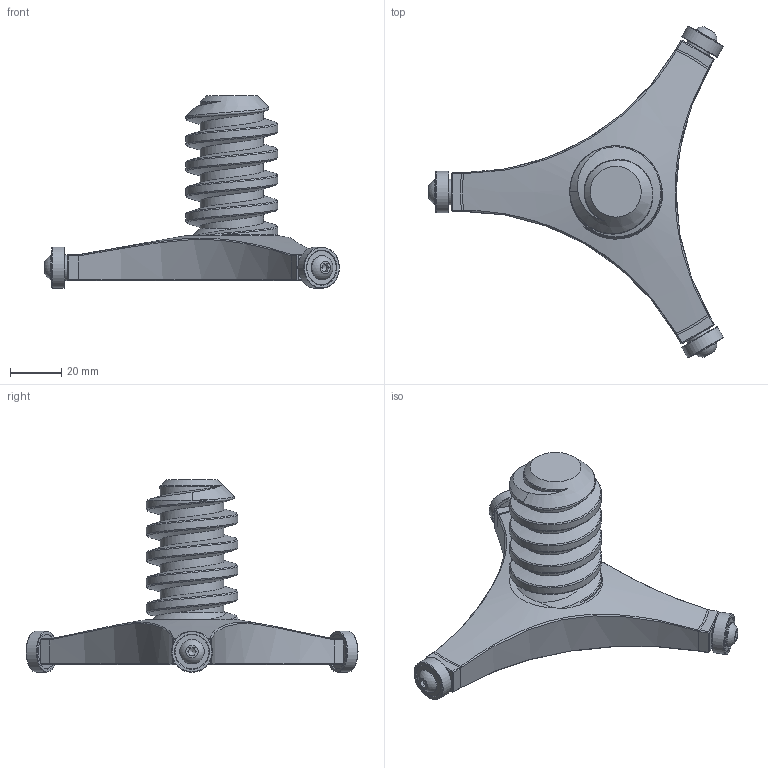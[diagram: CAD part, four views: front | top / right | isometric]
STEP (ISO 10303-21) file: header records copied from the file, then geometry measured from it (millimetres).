
FILE_DESCRIPTION(/* description */ (''),/* implementation_level */ '2;1');
FILE_NAME(/* name */ 'Spinner_Core.step',/* time_stamp */ '2022-01-07T16:31:49-05:00',/* author */ (''),/* organization */ (''),/* preprocessor_version */ 'ST-DEVELOPER v18.1',/* originating_system */ 'Autodesk Translation Framework v10.10.0.1391',/* authorisation */ '');
FILE_SCHEMA (('AUTOMOTIVE_DESIGN { 1 0 10303 214 3 1 1 }'));
Length unit declared in the file: millimetre
Products named in the file (7): Spinner_Core_Expo; Spinner_Core; Spinner_Core_Hardware; M5_HSI; 625-2RS; M5x12_BHCS; M5x1_Washer
Assembly tree (14 placements, depth 3):
  Spinner_Core_Expo
    Spinner_Core
    Spinner_Core_Hardware
      M5_HSI  x3
      M5x12_BHCS  x3
      625-2RS  x3
      M5x1_Washer  x3
Bounding box: 114.58 x 129.04 x 74.85 mm (x, y, z)
Volume: 105630.4 mm3; surface area: 27394.5 mm2
Topology: 13 solids, 13 shells, 958 faces, 2332 edges, 1439 vertices
Faces by surface type: plane 411, bspline 298, cylinder 195, cone 47, torus 4, sphere 3
Full cylindrical faces by diameter (mm): 4.234 x3, 5 x6, 5.3 x3, 7.32 x3, 7.72 x6, 7.8 x3, 8.32 x3, 8.5 x6, 9.5 x3, 10 x3, 13.2 x6, 16 x3, 24.675 x4, 35.735 x4
Entity records: 17889 total; most frequent: CARTESIAN_POINT 9159, ORIENTED_EDGE 1954, DIRECTION 1411, EDGE_CURVE 977, VERTEX_POINT 603, AXIS2_PLACEMENT_3D 473, LINE 465, VECTOR 465
